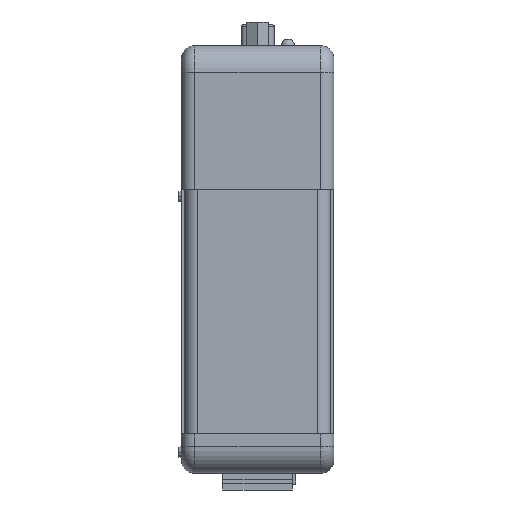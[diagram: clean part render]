
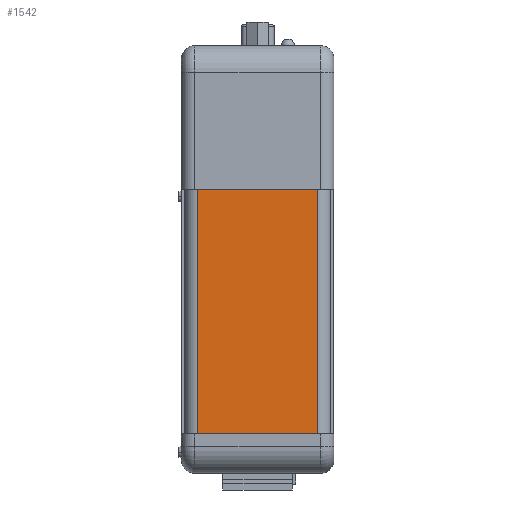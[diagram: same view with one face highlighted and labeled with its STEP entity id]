
A CAD part, front view. The second image highlights one B-rep face of the part: STEP entity #1542.
In plain terms, the highlighted planar face has unit normal (0, -1, 0).
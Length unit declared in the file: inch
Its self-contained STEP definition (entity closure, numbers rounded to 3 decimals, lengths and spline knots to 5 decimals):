
#663 = CARTESIAN_POINT ( 'NONE',  ( 0.5625, -2.9225, -1.63 ) ) ;
#962 = VECTOR ( 'NONE', #12348, 39.37008 ) ;
#1542 = ADVANCED_FACE ( 'NONE', ( #4352 ), #18688, .T. ) ;
#2493 = ORIENTED_EDGE ( 'NONE', *, *, #17775, .F. ) ;
#2930 = DIRECTION ( 'NONE',  ( 0., 0., -1. ) ) ;
#4352 = FACE_OUTER_BOUND ( 'NONE', #10423, .T. ) ;
#4886 = ORIENTED_EDGE ( 'NONE', *, *, #13180, .F. ) ;
#6827 = VECTOR ( 'NONE', #17594, 39.37008 ) ;
#7103 = CARTESIAN_POINT ( 'NONE',  ( 0.5625, -2.9225, 0.655 ) ) ;
#7353 = LINE ( 'NONE', #663, #18820 ) ;
#7607 = CARTESIAN_POINT ( 'NONE',  ( 0.5625, -2.9225, 0.655 ) ) ;
#8147 = ORIENTED_EDGE ( 'NONE', *, *, #12966, .T. ) ;
#8302 = DIRECTION ( 'NONE',  ( 0., -1., 0. ) ) ;
#9021 = VERTEX_POINT ( 'NONE', #14083 ) ;
#9150 = EDGE_CURVE ( 'NONE', #12135, #13976, #9177, .T. ) ;
#9164 = AXIS2_PLACEMENT_3D ( 'NONE', #17269, #8302, #18743 ) ;
#9177 = LINE ( 'NONE', #10809, #962 ) ;
#9901 = LINE ( 'NONE', #7103, #6827 ) ;
#10423 = EDGE_LOOP ( 'NONE', ( #4886, #2493, #13389, #8147 ) ) ;
#10809 = CARTESIAN_POINT ( 'NONE',  ( 0.5625, -2.9225, 0.655 ) ) ;
#10830 = CARTESIAN_POINT ( 'NONE',  ( -0.5625, -2.9225, 0.655 ) ) ;
#11404 = DIRECTION ( 'NONE',  ( -1., 0., 0. ) ) ;
#11868 = VERTEX_POINT ( 'NONE', #14379 ) ;
#12135 = VERTEX_POINT ( 'NONE', #7607 ) ;
#12348 = DIRECTION ( 'NONE',  ( -1., 0., 0. ) ) ;
#12966 = EDGE_CURVE ( 'NONE', #13976, #11868, #17467, .T. ) ;
#13180 = EDGE_CURVE ( 'NONE', #9021, #11868, #7353, .T. ) ;
#13389 = ORIENTED_EDGE ( 'NONE', *, *, #9150, .T. ) ;
#13976 = VERTEX_POINT ( 'NONE', #15666 ) ;
#14030 = VECTOR ( 'NONE', #2930, 39.37008 ) ;
#14083 = CARTESIAN_POINT ( 'NONE',  ( 0.5625, -2.9225, -1.63 ) ) ;
#14379 = CARTESIAN_POINT ( 'NONE',  ( -0.5625, -2.9225, -1.63 ) ) ;
#15666 = CARTESIAN_POINT ( 'NONE',  ( -0.5625, -2.9225, 0.655 ) ) ;
#17269 = CARTESIAN_POINT ( 'NONE',  ( 0.5625, -2.9225, 0.655 ) ) ;
#17467 = LINE ( 'NONE', #10830, #14030 ) ;
#17594 = DIRECTION ( 'NONE',  ( 0., 0., -1. ) ) ;
#17775 = EDGE_CURVE ( 'NONE', #12135, #9021, #9901, .T. ) ;
#18688 = PLANE ( 'NONE',  #9164 ) ;
#18743 = DIRECTION ( 'NONE',  ( 0., 0., -1. ) ) ;
#18820 = VECTOR ( 'NONE', #11404, 39.37008 ) ;
